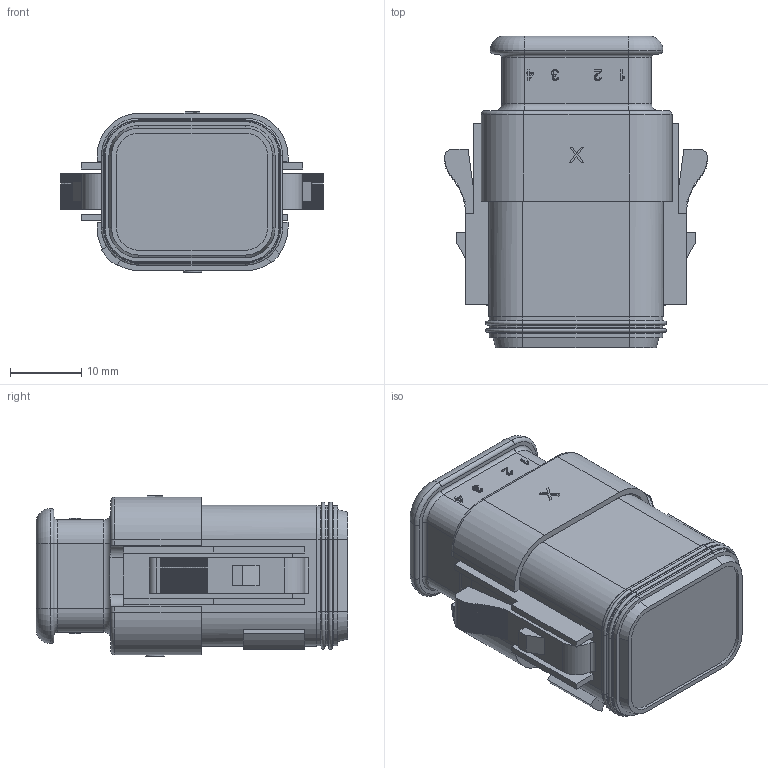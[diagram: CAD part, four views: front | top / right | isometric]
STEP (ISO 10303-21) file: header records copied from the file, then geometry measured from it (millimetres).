
FILE_DESCRIPTION((''),'2;1');
FILE_NAME('26-54224-08S-A','2015-06-29T',('jarry.li'),(''),'PRO/ENGINEER BY PARAMETRIC TECHNOLOGY CORPORATION, 2013230','PRO/ENGINEER BY PARAMETRIC TECHNOLOGY CORPORATION, 2013230','');
FILE_SCHEMA(('CONFIG_CONTROL_DESIGN'));
Length unit declared in the file: millimetre
Products named in the file (1): 26-54224-08S-A
Bounding box: 36.82 x 43.75 x 22.55 mm (x, y, z)
Volume: 18203.4 mm3; surface area: 9650.9 mm2
Topology: 1 solids, 19 shells, 1456 faces, 3928 edges, 2577 vertices
Faces by surface type: plane 941, cylinder 217, extrusion 167, torus 115, cone 16
Entity records: 46109 total; most frequent: CARTESIAN_POINT 9471, ORIENTED_EDGE 7856, DIRECTION 7013, EDGE_CURVE 3928, VECTOR 3053, LINE 2886, VERTEX_POINT 2577, AXIS2_PLACEMENT_3D 1980
